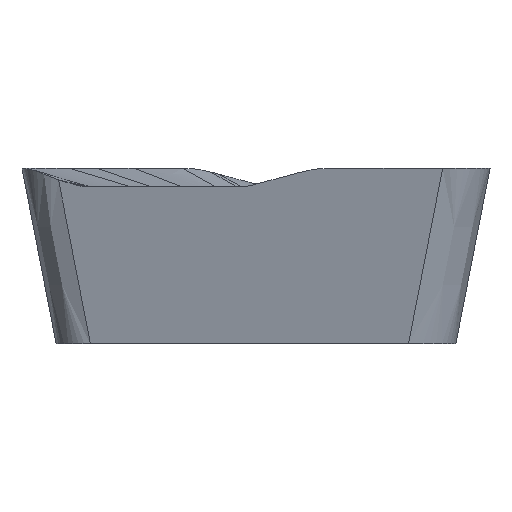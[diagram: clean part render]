
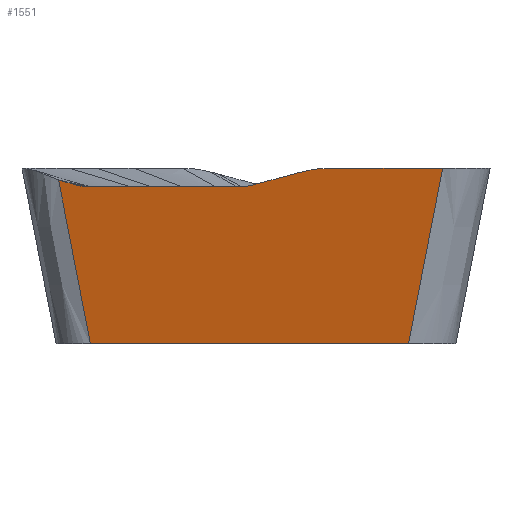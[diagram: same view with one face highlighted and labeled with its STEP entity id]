
A CAD part, left-side view. The second image highlights one B-rep face of the part: STEP entity #1551.
In plain terms, the highlighted planar face has unit normal (-0.979, 0.069, -0.191).
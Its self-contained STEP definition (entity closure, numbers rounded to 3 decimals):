
#372=DIRECTION('',(-0.07,-0.998,0.));
#373=VECTOR('',#372,4.108);
#374=CARTESIAN_POINT('',(-6.751,4.561,-0.5));
#375=LINE('',#374,#373);
#395=CARTESIAN_POINT('',(-6.976,4.577,0.659));
#396=DIRECTION('',(0.979,-0.068,0.191));
#397=DIRECTION('',(0.19,-0.013,-0.982));
#398=AXIS2_PLACEMENT_3D('',#395,#396,#397);
#403=DIRECTION('',(-0.07,-0.998,0.));
#404=VECTOR('',#403,8.655);
#405=CARTESIAN_POINT('',(-5.926,4.495,-4.76));
#406=LINE('',#405,#404);
#410=CARTESIAN_POINT('',(-5.926,4.495,-4.76));
#411=CARTESIAN_POINT('',(-6.194,4.783,-3.278));
#412=CARTESIAN_POINT('',(-6.463,5.071,-1.797));
#413=CARTESIAN_POINT('',(-6.731,5.359,
-0.315));
#418=CARTESIAN_POINT('',(-6.529,-4.139,-4.76));
#419=CARTESIAN_POINT('',(-6.86,-4.448,
-3.173));
#420=CARTESIAN_POINT('',(-7.191,-4.756,
-1.587));
#421=CARTESIAN_POINT('',(-7.522,-5.064,
0.));
#550=DIRECTION('',(0.07,0.998,0.));
#551=VECTOR('',#550,0.736);
#552=CARTESIAN_POINT('',(-7.522,-5.064,
0.));
#553=LINE('',#552,#551);
#564=DIRECTION('',(0.07,0.998,0.));
#565=VECTOR('',#564,1.025);
#566=CARTESIAN_POINT('',(-7.47,-4.33,0.));
#567=LINE('',#566,#565);
#578=DIRECTION('',(0.07,0.998,0.));
#579=VECTOR('',#578,1.316);
#580=CARTESIAN_POINT('',(-7.399,-3.308,0.));
#581=LINE('',#580,#579);
#592=DIRECTION('',(0.07,0.998,-0.001));
#593=VECTOR('',#592,0.005);
#594=CARTESIAN_POINT('',(-7.307,-1.995,0.));
#595=LINE('',#594,#593);
#606=CARTESIAN_POINT('',(-7.307,-1.99,
0.));
#607=CARTESIAN_POINT('',(-7.302,-1.927,
0.));
#608=CARTESIAN_POINT('',(-7.292,-1.798,
-0.004));
#609=CARTESIAN_POINT('',(-7.275,-1.605,
-0.024));
#610=CARTESIAN_POINT('',(-7.255,-1.412,
-0.056));
#611=CARTESIAN_POINT('',(-7.241,-1.285,
-0.085));
#612=CARTESIAN_POINT('',(-7.233,-1.222,
-0.102));
#624=DIRECTION('',(0.117,0.959,-0.258));
#625=VECTOR('',#624,0.214);
#626=CARTESIAN_POINT('',(-7.233,-1.222,
-0.102));
#627=LINE('',#626,#625);
#638=DIRECTION('',(0.117,0.959,-0.258));
#639=VECTOR('',#638,0.839);
#640=CARTESIAN_POINT('',(-7.208,-1.016,
-0.158));
#641=LINE('',#640,#639);
#652=DIRECTION('',(0.117,0.959,-0.258));
#653=VECTOR('',#652,0.284);
#654=CARTESIAN_POINT('',(-7.109,-0.212,
-0.374));
#655=LINE('',#654,#653);
#666=CARTESIAN_POINT('',(-7.076,0.06,
-0.448));
#667=CARTESIAN_POINT('',(-7.071,0.102,
-0.459));
#668=CARTESIAN_POINT('',(-7.061,0.187,
-0.478));
#669=CARTESIAN_POINT('',(-7.048,0.322,
-0.496));
#670=CARTESIAN_POINT('',(-7.041,0.415,
-0.5));
#671=CARTESIAN_POINT('',(-7.038,0.463,-0.5));
#1017=CARTESIAN_POINT('',(-6.731,5.359,
-0.315));
#1036=CARTESIAN_POINT('',(-6.738,4.847,
-0.465));
#1037=CARTESIAN_POINT('',(-6.737,4.904,
-0.451));
#1038=CARTESIAN_POINT('',(-6.734,5.019,
-0.421));
#1039=CARTESIAN_POINT('',(-6.732,5.19,
-0.371));
#1040=CARTESIAN_POINT('',(-6.732,5.302,
-0.334));
#1041=CARTESIAN_POINT('',(-6.731,5.359,
-0.315));
#1308=CARTESIAN_POINT('',(-6.751,4.561,-0.5));
#1309=CARTESIAN_POINT('',(-7.038,0.463,-0.5));
#1310=VERTEX_POINT('',#1308);
#1311=VERTEX_POINT('',#1309);
#1340=VERTEX_POINT('',#1017);
#1341=VERTEX_POINT('',#1036);
#1352=CARTESIAN_POINT('',(-7.522,-5.064,
0.));
#1353=VERTEX_POINT('',#1352);
#1354=CARTESIAN_POINT('',(-7.47,-4.33,0.));
#1355=VERTEX_POINT('',#1354);
#1356=CARTESIAN_POINT('',(-7.399,-3.308,0.));
#1357=VERTEX_POINT('',#1356);
#1358=CARTESIAN_POINT('',(-7.307,-1.995,0.));
#1359=VERTEX_POINT('',#1358);
#1360=CARTESIAN_POINT('',(-7.307,-1.99,
0.));
#1361=VERTEX_POINT('',#1360);
#1362=VERTEX_POINT('',#612);
#1363=CARTESIAN_POINT('',(-7.208,-1.016,
-0.158));
#1364=VERTEX_POINT('',#1363);
#1365=CARTESIAN_POINT('',(-7.109,-0.212,
-0.374));
#1366=VERTEX_POINT('',#1365);
#1367=CARTESIAN_POINT('',(-7.076,0.06,
-0.448));
#1368=VERTEX_POINT('',#1367);
#1373=CARTESIAN_POINT('',(-5.926,4.495,-4.76));
#1374=CARTESIAN_POINT('',(-6.529,-4.139,-4.76));
#1375=VERTEX_POINT('',#1373);
#1376=VERTEX_POINT('',#1374);
#1516=CARTESIAN_POINT('',(-6.645,7.467,
0.));
#1517=DIRECTION('',(-0.979,0.068,-0.191));
#1518=DIRECTION('',(-0.07,-0.998,0.));
#1519=AXIS2_PLACEMENT_3D('',#1516,#1517,#1518);
#1520=PLANE('',#1519);
#1522=ORIENTED_EDGE('',*,*,#1521,.F.);
#1524=ORIENTED_EDGE('',*,*,#1523,.T.);
#1526=ORIENTED_EDGE('',*,*,#1525,.F.);
#1527=ORIENTED_EDGE('',*,*,#1508,.F.);
#1528=ORIENTED_EDGE('',*,*,#1468,.T.);
#1530=ORIENTED_EDGE('',*,*,#1529,.F.);
#1532=ORIENTED_EDGE('',*,*,#1531,.F.);
#1534=ORIENTED_EDGE('',*,*,#1533,.F.);
#1536=ORIENTED_EDGE('',*,*,#1535,.F.);
#1538=ORIENTED_EDGE('',*,*,#1537,.F.);
#1540=ORIENTED_EDGE('',*,*,#1539,.F.);
#1542=ORIENTED_EDGE('',*,*,#1541,.F.);
#1544=ORIENTED_EDGE('',*,*,#1543,.F.);
#1546=ORIENTED_EDGE('',*,*,#1545,.F.);
#1548=ORIENTED_EDGE('',*,*,#1547,.F.);
#1549=EDGE_LOOP('',(#1522,#1524,#1526,#1527,#1528,#1530,#1532,#1534,#1536,#1538,
#1540,#1542,#1544,#1546,#1548));
#1550=FACE_OUTER_BOUND('',#1549,.F.);
#399=CIRCLE('',#398,1.181);
#414=B_SPLINE_CURVE_WITH_KNOTS('',3,(#410,#411,#412,#413),.UNSPECIFIED.,.F.,.F.,
(4,4),(0.,1.),.UNSPECIFIED.);
#422=B_SPLINE_CURVE_WITH_KNOTS('',3,(#418,#419,#420,#421),.UNSPECIFIED.,.F.,.F.,
(4,4),(0.,1.),.UNSPECIFIED.);
#613=B_SPLINE_CURVE_WITH_KNOTS('',3,(#606,#607,#608,#609,#610,#611,#612),
.UNSPECIFIED.,.F.,.F.,(4,1,1,1,4),(0.,0.245,0.496,
0.748,1.),.UNSPECIFIED.);
#672=B_SPLINE_CURVE_WITH_KNOTS('',3,(#666,#667,#668,#669,#670,#671),
.UNSPECIFIED.,.F.,.F.,(4,1,1,4),(0.,0.333,0.667,1.),
.UNSPECIFIED.);
#1042=B_SPLINE_CURVE_WITH_KNOTS('',3,(#1036,#1037,#1038,#1039,#1040,#1041),
.UNSPECIFIED.,.F.,.F.,(4,1,1,4),(0.,0.333,0.666,1.),
.UNSPECIFIED.);
#1468=EDGE_CURVE('',#1310,#1311,#375,.T.);
#1508=EDGE_CURVE('',#1310,#1341,#399,.T.);
#1521=EDGE_CURVE('',#1375,#1376,#406,.T.);
#1523=EDGE_CURVE('',#1375,#1340,#414,.T.);
#1525=EDGE_CURVE('',#1341,#1340,#1042,.T.);
#1529=EDGE_CURVE('',#1368,#1311,#672,.T.);
#1531=EDGE_CURVE('',#1366,#1368,#655,.T.);
#1533=EDGE_CURVE('',#1364,#1366,#641,.T.);
#1535=EDGE_CURVE('',#1362,#1364,#627,.T.);
#1537=EDGE_CURVE('',#1361,#1362,#613,.T.);
#1539=EDGE_CURVE('',#1359,#1361,#595,.T.);
#1541=EDGE_CURVE('',#1357,#1359,#581,.T.);
#1543=EDGE_CURVE('',#1355,#1357,#567,.T.);
#1545=EDGE_CURVE('',#1353,#1355,#553,.T.);
#1547=EDGE_CURVE('',#1376,#1353,#422,.T.);
#1551=ADVANCED_FACE('',(#1550),#1520,.T.);
